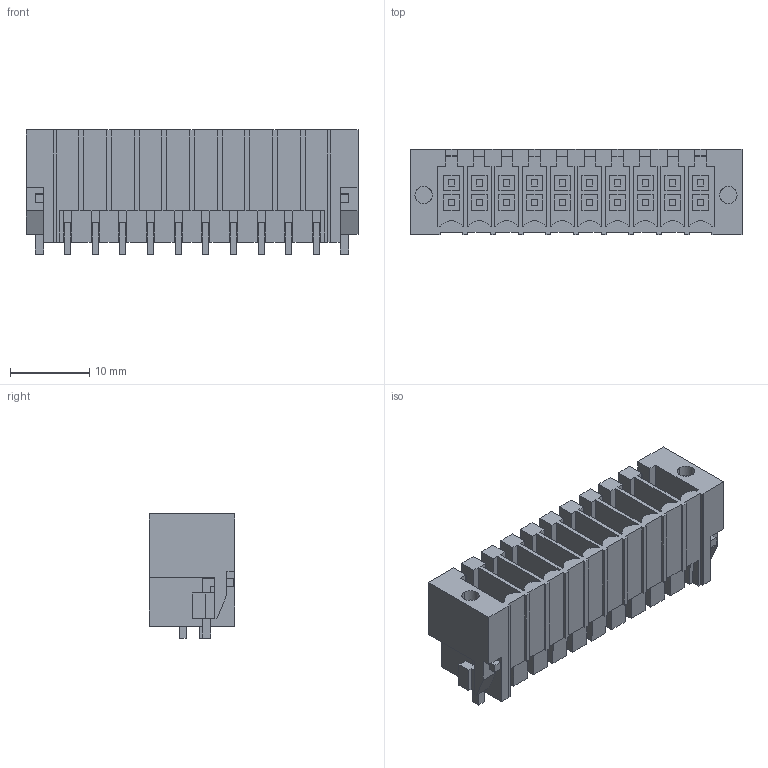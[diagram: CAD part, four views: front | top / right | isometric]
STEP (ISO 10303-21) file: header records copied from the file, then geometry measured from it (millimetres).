
FILE_DESCRIPTION(('CATIA V5 STEP Exchange','CAx-IF Rec.Pracs.--- Model Styling and Organization---1.2---2011-12-15'),'2;1');
FILE_NAME ('D1450748_0', '2018-03-29T13:00:38+00:00', ('none'), ('Weidmueller'), 'CATIA Version 5-6 Release 2014', 'CATIA V5 STEP AP214', 'none');
FILE_SCHEMA(('AUTOMOTIVE_DESIGN { 1 0 10303 214 1 1 1 1 }'));
Length unit declared in the file: millimetre
Products named in the file (1): 1290690000
Bounding box: 42 x 10.8 x 15.7 mm (x, y, z)
Volume: 3453.1 mm3; surface area: 6874.2 mm2
Topology: 23 solids, 23 shells, 765 faces, 2211 edges, 1525 vertices
Faces by surface type: plane 741, cylinder 24
Entity records: 23053 total; most frequent: ORIENTED_EDGE 4422, CARTESIAN_POINT 4159, DIRECTION 2987, EDGE_CURVE 2211, VECTOR 2163, LINE 2163, VERTEX_POINT 1525, EDGE_LOOP 842
